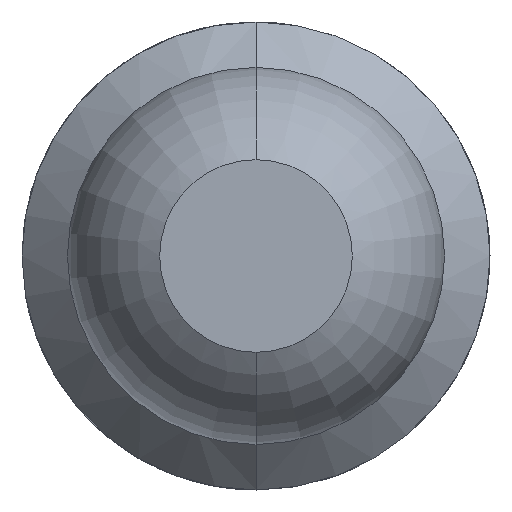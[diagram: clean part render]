
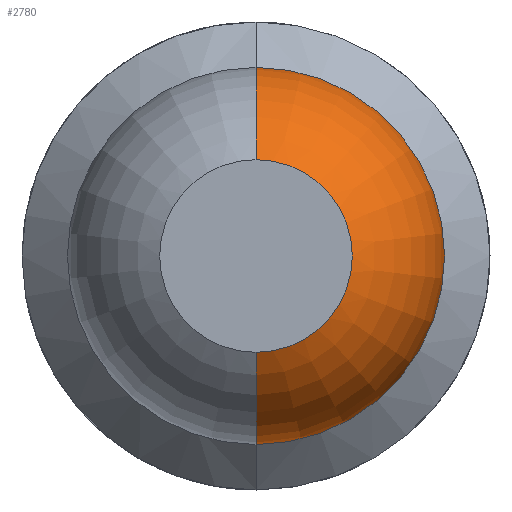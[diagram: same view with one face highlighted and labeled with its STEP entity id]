
A CAD part, front view. The second image highlights one B-rep face of the part: STEP entity #2780.
In plain terms, the highlighted toroidal (fillet/blend) face has major radius 0.035 mm and minor radius 0.65 mm.
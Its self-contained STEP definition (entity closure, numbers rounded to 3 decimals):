
#144 = EDGE_CURVE ( 'Defeature ausgef�hrt1_4+Defeature ausgef�hrt1_5+Defeature ausgef�hrt1_5+Defeature ausgef�hrt1_5', #3025, #1538, #2311, .T. ) ;
#430 = DIRECTION ( 'NONE',  ( 0., 0., -1. ) ) ;
#440 = CARTESIAN_POINT ( 'NONE',  ( 0., -25., -0.35 ) ) ;
#584 = VERTEX_POINT ( 'NONE', #440 ) ;
#588 = AXIS2_PLACEMENT_3D ( 'NONE', #2455, #3084, #3099 ) ;
#894 = CARTESIAN_POINT ( 'NONE',  ( 0., -25., 0. ) ) ;
#908 = CIRCLE ( 'NONE', #588, 0.65 ) ;
#1022 = AXIS2_PLACEMENT_3D ( 'NONE', #894, #2225, #3247 ) ;
#1100 = DIRECTION ( 'NONE',  ( 0., -1., 0. ) ) ;
#1538 = VERTEX_POINT ( 'NONE', #3187 ) ;
#1626 = DIRECTION ( 'NONE',  ( 0., 0., -1. ) ) ;
#1684 = CARTESIAN_POINT ( 'NONE',  ( 0., -24.431, 0.035 ) ) ;
#1715 = EDGE_CURVE ( 'Defeature ausgef�hrt1_13+Defeature ausgef�hrt1_4+Defeature ausgef�hrt1_4+Defeature ausgef�hrt1_4', #584, #3250, #3660, .T. ) ;
#2022 = DIRECTION ( 'NONE',  ( 1., 0., 0. ) ) ;
#2155 = ORIENTED_EDGE ( 'NONE', *, *, #144, .T. ) ;
#2225 = DIRECTION ( 'NONE',  ( 0., -1., 0. ) ) ;
#2311 = CIRCLE ( 'NONE', #3814, 0.685 ) ;
#2455 = CARTESIAN_POINT ( 'NONE',  ( 0., -24.431, -0.035 ) ) ;
#2594 = FACE_OUTER_BOUND ( 'NONE', #3998, .T. ) ;
#2752 = CARTESIAN_POINT ( 'NONE',  ( 0., -24.431, 0. ) ) ;
#2780 = ADVANCED_FACE ( 'Defeature ausgef�hrt1_4', ( #2594 ), #3661, .T. ) ;
#3018 = DIRECTION ( 'NONE',  ( 0., 0., -1. ) ) ;
#3025 = VERTEX_POINT ( 'NONE', #3607 ) ;
#3084 = DIRECTION ( 'NONE',  ( -1., 0., 0. ) ) ;
#3099 = DIRECTION ( 'NONE',  ( 0., 0., 1. ) ) ;
#3187 = CARTESIAN_POINT ( 'NONE',  ( 0., -24.431, 0.685 ) ) ;
#3247 = DIRECTION ( 'NONE',  ( 0., 0., -1. ) ) ;
#3250 = VERTEX_POINT ( 'NONE', #4277 ) ;
#3280 = CARTESIAN_POINT ( 'NONE',  ( 0., -24.431, 0. ) ) ;
#3382 = EDGE_CURVE ( 'NONE', #3025, #584, #908, .T. ) ;
#3423 = AXIS2_PLACEMENT_3D ( 'NONE', #2752, #1100, #430 ) ;
#3607 = CARTESIAN_POINT ( 'NONE',  ( 0., -24.431, -0.685 ) ) ;
#3624 = DIRECTION ( 'NONE',  ( 0., -1., 0. ) ) ;
#3650 = AXIS2_PLACEMENT_3D ( 'NONE', #1684, #2022, #3018 ) ;
#3660 = CIRCLE ( 'NONE', #1022, 0.35 ) ;
#3661 = TOROIDAL_SURFACE ( 'NONE', #3423, 0.035, 0.65 ) ;
#3758 = ORIENTED_EDGE ( 'NONE', *, *, #3382, .F. ) ;
#3814 = AXIS2_PLACEMENT_3D ( 'NONE', #3280, #3624, #1626 ) ;
#3998 = EDGE_LOOP ( 'NONE', ( #2155, #4119, #4189, #3758 ) ) ;
#4100 = EDGE_CURVE ( 'NONE', #1538, #3250, #4272, .T. ) ;
#4119 = ORIENTED_EDGE ( 'NONE', *, *, #4100, .T. ) ;
#4189 = ORIENTED_EDGE ( 'NONE', *, *, #1715, .F. ) ;
#4272 = CIRCLE ( 'NONE', #3650, 0.65 ) ;
#4277 = CARTESIAN_POINT ( 'NONE',  ( 0., -25., 0.35 ) ) ;
